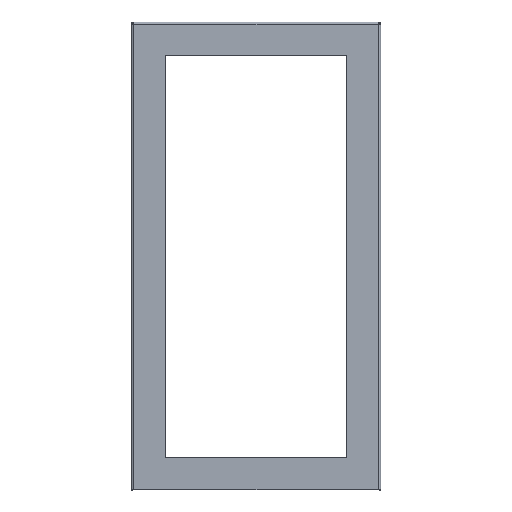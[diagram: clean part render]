
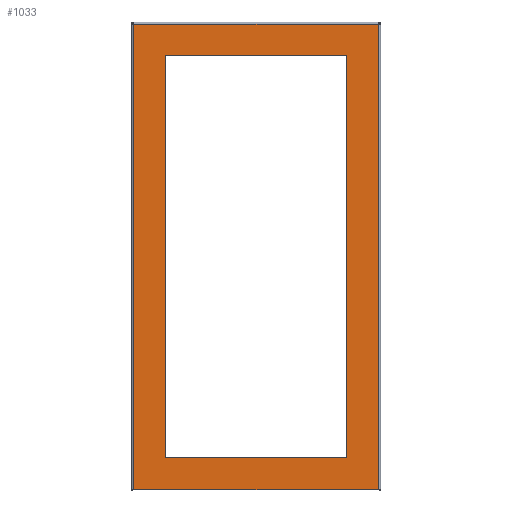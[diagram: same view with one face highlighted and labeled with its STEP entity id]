
A CAD part, top view. The second image highlights one B-rep face of the part: STEP entity #1033.
In plain terms, the highlighted planar face has unit normal (0, 0, 1).
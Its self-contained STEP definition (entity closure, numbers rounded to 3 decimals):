
#70=FACE_BOUND('',#261,.T.);
#96=PLANE('',#1151);
#150=FACE_OUTER_BOUND('',#260,.T.);
#260=EDGE_LOOP('',(#917,#918,#919,#920));
#261=EDGE_LOOP('',(#921,#922,#923,#924));
#343=LINE('',#1612,#417);
#359=LINE('',#1653,#433);
#374=LINE('',#1689,#448);
#385=LINE('',#1716,#459);
#386=LINE('',#1719,#460);
#387=LINE('',#1721,#461);
#388=LINE('',#1723,#462);
#389=LINE('',#1724,#463);
#417=VECTOR('',#1320,660.);
#433=VECTOR('',#1362,660.);
#448=VECTOR('',#1403,347.025);
#459=VECTOR('',#1438,347.025);
#460=VECTOR('',#1439,568.888);
#461=VECTOR('',#1440,257.5);
#462=VECTOR('',#1441,568.888);
#463=VECTOR('',#1442,257.5);
#529=VERTEX_POINT('',#1609);
#530=VERTEX_POINT('',#1611);
#541=VERTEX_POINT('',#1650);
#542=VERTEX_POINT('',#1652);
#555=VERTEX_POINT('',#1717);
#556=VERTEX_POINT('',#1718);
#557=VERTEX_POINT('',#1720);
#558=VERTEX_POINT('',#1722);
#626=EDGE_CURVE('',#530,#529,#343,.T.);
#646=EDGE_CURVE('',#542,#541,#359,.T.);
#665=EDGE_CURVE('',#541,#530,#374,.T.);
#679=EDGE_CURVE('',#542,#529,#385,.T.);
#680=EDGE_CURVE('',#555,#556,#386,.T.);
#681=EDGE_CURVE('',#556,#557,#387,.T.);
#682=EDGE_CURVE('',#557,#558,#388,.T.);
#683=EDGE_CURVE('',#558,#555,#389,.T.);
#917=ORIENTED_EDGE('',*,*,#626,.T.);
#918=ORIENTED_EDGE('',*,*,#679,.F.);
#919=ORIENTED_EDGE('',*,*,#646,.T.);
#920=ORIENTED_EDGE('',*,*,#665,.T.);
#921=ORIENTED_EDGE('',*,*,#680,.T.);
#922=ORIENTED_EDGE('',*,*,#681,.T.);
#923=ORIENTED_EDGE('',*,*,#682,.T.);
#924=ORIENTED_EDGE('',*,*,#683,.T.);
#1033=ADVANCED_FACE('',(#150,#70),#96,.T.);
#1151=AXIS2_PLACEMENT_3D('',#1715,#1436,#1437);
#1320=DIRECTION('',(0.,-1.,0.));
#1362=DIRECTION('',(0.,1.,0.));
#1403=DIRECTION('',(-1.,0.,0.));
#1436=DIRECTION('center_axis',(0.,0.,1.));
#1437=DIRECTION('ref_axis',(1.,0.,0.));
#1438=DIRECTION('',(-1.,0.,0.));
#1439=DIRECTION('',(0.,1.,0.));
#1440=DIRECTION('',(1.,0.,0.));
#1441=DIRECTION('',(0.,-1.,0.));
#1442=DIRECTION('',(-1.,0.,0.));
#1609=CARTESIAN_POINT('',(-173.513,-330.794,1.588));
#1611=CARTESIAN_POINT('',(-173.513,329.206,1.588));
#1612=CARTESIAN_POINT('',(-173.513,164.603,1.588));
#1650=CARTESIAN_POINT('',(173.513,329.206,1.588));
#1652=CARTESIAN_POINT('',(173.513,-330.794,1.588));
#1653=CARTESIAN_POINT('',(173.513,-165.397,1.588));
#1689=CARTESIAN_POINT('',(86.756,329.206,1.588));
#1715=CARTESIAN_POINT('Origin',(0.,0.,
1.588));
#1716=CARTESIAN_POINT('',(175.1,-330.794,1.588));
#1717=CARTESIAN_POINT('',(-128.75,-284.444,1.588));
#1718=CARTESIAN_POINT('',(-128.75,284.444,1.588));
#1719=CARTESIAN_POINT('',(-128.75,-142.222,1.588));
#1720=CARTESIAN_POINT('',(128.75,284.444,1.588));
#1721=CARTESIAN_POINT('',(-64.375,284.444,1.588));
#1722=CARTESIAN_POINT('',(128.75,-284.444,1.588));
#1723=CARTESIAN_POINT('',(128.75,142.222,1.588));
#1724=CARTESIAN_POINT('',(64.375,-284.444,1.588));
